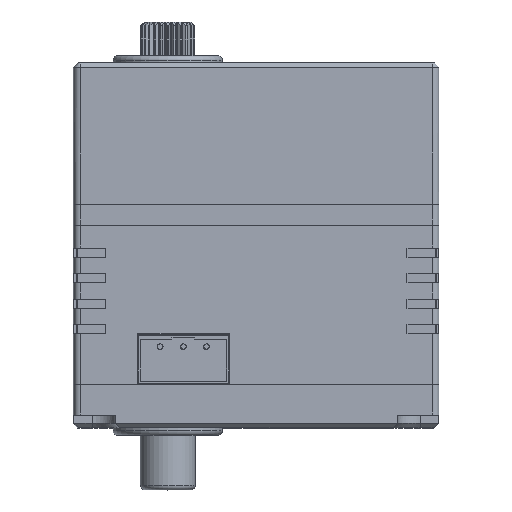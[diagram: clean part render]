
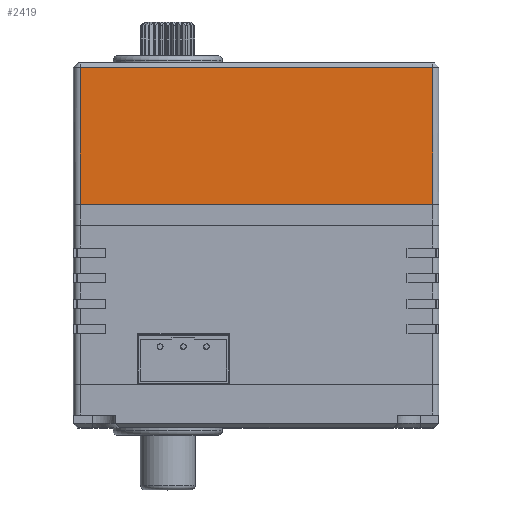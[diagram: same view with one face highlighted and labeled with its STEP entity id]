
A CAD part, top view. The second image highlights one B-rep face of the part: STEP entity #2419.
In plain terms, the highlighted face is planar.
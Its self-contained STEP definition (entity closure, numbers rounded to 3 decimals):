
#34 = LINE ( 'NONE', #15608, #7736 ) ;
#621 = VECTOR ( 'NONE', #1299, 1000. ) ;
#637 = VECTOR ( 'NONE', #8278, 1000. ) ;
#1144 = DIRECTION ( 'NONE',  ( 0., 0.005, -1. ) ) ;
#1299 = DIRECTION ( 'NONE',  ( 0., 0.005, -1. ) ) ;
#2162 = ORIENTED_EDGE ( 'NONE', *, *, #13762, .T. ) ;
#2419 = ADVANCED_FACE ( 'NONE', ( #15891 ), #3203, .F. ) ;
#3203 = PLANE ( 'NONE',  #11355 ) ;
#3457 = VERTEX_POINT ( 'NONE', #6124 ) ;
#3763 = DIRECTION ( 'NONE',  ( 0., -1., -0.005 ) ) ;
#4441 = CARTESIAN_POINT ( 'NONE',  ( 4.5, 37.446, 29.883 ) ) ;
#4733 = CARTESIAN_POINT ( 'NONE',  ( 19.5, 37.656, -8.716 ) ) ;
#4854 = ORIENTED_EDGE ( 'NONE', *, *, #6216, .F. ) ;
#5086 = EDGE_CURVE ( 'NONE', #13613, #7637, #11550, .T. ) ;
#5101 = VECTOR ( 'NONE', #16385, 1000. ) ;
#5881 = EDGE_CURVE ( 'NONE', #7637, #14178, #34, .T. ) ;
#6124 = CARTESIAN_POINT ( 'NONE',  ( 4.5, 37.446, 29.883 ) ) ;
#6216 = EDGE_CURVE ( 'NONE', #3457, #14178, #11476, .T. ) ;
#7637 = VERTEX_POINT ( 'NONE', #4733 ) ;
#7736 = VECTOR ( 'NONE', #10039, 1000. ) ;
#7822 = EDGE_LOOP ( 'NONE', ( #2162, #13582, #13799, #4854 ) ) ;
#8278 = DIRECTION ( 'NONE',  ( 0., 0.005, -1. ) ) ;
#8850 = CARTESIAN_POINT ( 'NONE',  ( 19.7, 37.656, -8.716 ) ) ;
#10039 = DIRECTION ( 'NONE',  ( -1., 0., 0. ) ) ;
#11355 = AXIS2_PLACEMENT_3D ( 'NONE', #8850, #3763, #1144 ) ;
#11476 = LINE ( 'NONE', #4441, #637 ) ;
#11550 = LINE ( 'NONE', #15569, #621 ) ;
#13514 = CARTESIAN_POINT ( 'NONE',  ( 4.5, 37.446, 29.883 ) ) ;
#13582 = ORIENTED_EDGE ( 'NONE', *, *, #5086, .T. ) ;
#13613 = VERTEX_POINT ( 'NONE', #14427 ) ;
#13762 = EDGE_CURVE ( 'NONE', #3457, #13613, #14893, .T. ) ;
#13799 = ORIENTED_EDGE ( 'NONE', *, *, #5881, .T. ) ;
#14178 = VERTEX_POINT ( 'NONE', #16336 ) ;
#14427 = CARTESIAN_POINT ( 'NONE',  ( 19.5, 37.446, 29.883 ) ) ;
#14893 = LINE ( 'NONE', #13514, #5101 ) ;
#15569 = CARTESIAN_POINT ( 'NONE',  ( 19.5, 37.446, 29.883 ) ) ;
#15608 = CARTESIAN_POINT ( 'NONE',  ( 19.5, 37.656, -8.716 ) ) ;
#15891 = FACE_OUTER_BOUND ( 'NONE', #7822, .T. ) ;
#16336 = CARTESIAN_POINT ( 'NONE',  ( 4.5, 37.656, -8.716 ) ) ;
#16385 = DIRECTION ( 'NONE',  ( 1., 0., 0. ) ) ;
